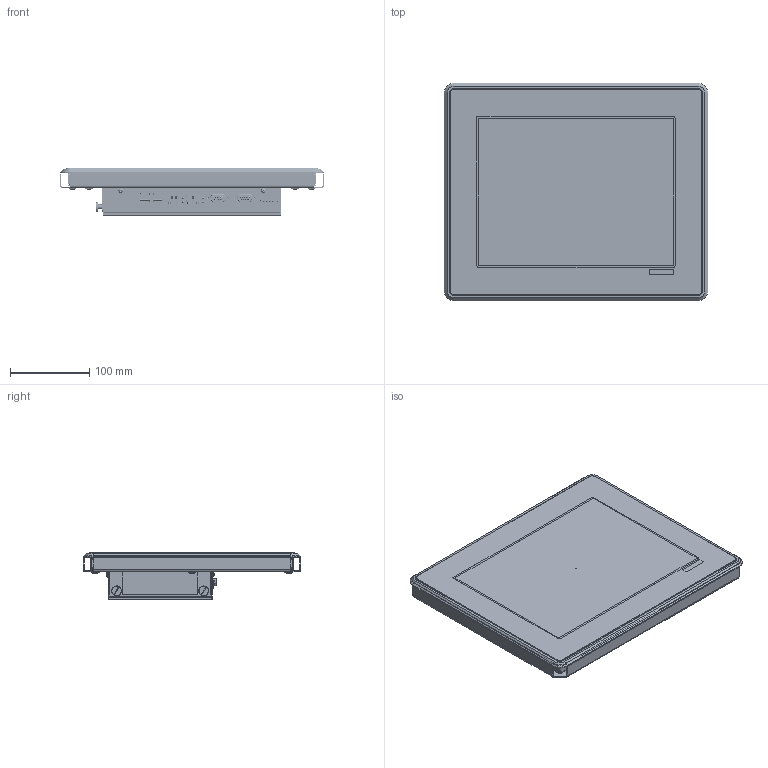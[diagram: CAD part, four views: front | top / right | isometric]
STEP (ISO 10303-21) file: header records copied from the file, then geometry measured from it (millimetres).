
FILE_DESCRIPTION((''),'2;1');
FILE_NAME('PROTOUCH 8 - 12.1'''' Einbau.stp','2015-12-02T15:01:17',('PC107_User'),(''),'Autodesk Inventor 2013','Autodesk Inventor 2013','');
FILE_SCHEMA(('AUTOMOTIVE_DESIGN { 1 0 10303 214 1 1 1 1 }'));
Length unit declared in the file: millimetre
Products named in the file (3): PROTOUCH 8 - 12.1'' Einbau; TFT-HB121PU8H19-A102E; MEC-FG1241-2
Assembly tree (2 placements, depth 2):
  PROTOUCH 8 - 12.1'' Einbau
    TFT-HB121PU8H19-A102E
    MEC-FG1241-2
Bounding box: 333 x 275 x 59.5 mm (x, y, z)
Volume: 610780.5 mm3; surface area: 680254.7 mm2
Topology: 11 solids, 51 shells, 6848 faces, 18736 edges, 12105 vertices
Faces by surface type: plane 4865, cylinder 1412, cone 325, sphere 94, bspline 90, torus 62
Full cylindrical faces by diameter (mm): 0.1 x1, 1.02 x8, 1.05 x18, 1.8 x1, 2.156 x4, 2.283 x2, 2.459 x6, 2.5 x2, 2.7 x2, 2.845 x4, 3 x50, 3.2 x14, 3.242 x6, 3.3 x4, 3.4 x6, 3.5 x2, 3.7 x4, 3.8 x12, 4 x10, 4.2 x6, 4.995 x6, 5 x10, 5.39 x6, 5.4 x6, 5.5 x6, 6 x2, 6.3 x6, 8 x4, 10 x6, 12.35 x2
Entity records: 230175 total; most frequent: CARTESIAN_POINT 52245, ORIENTED_EDGE 36348, DIRECTION 34482, EDGE_CURVE 18174, VECTOR 13576, LINE 13576, VERTEX_POINT 11950, AXIS2_PLACEMENT_3D 10453
